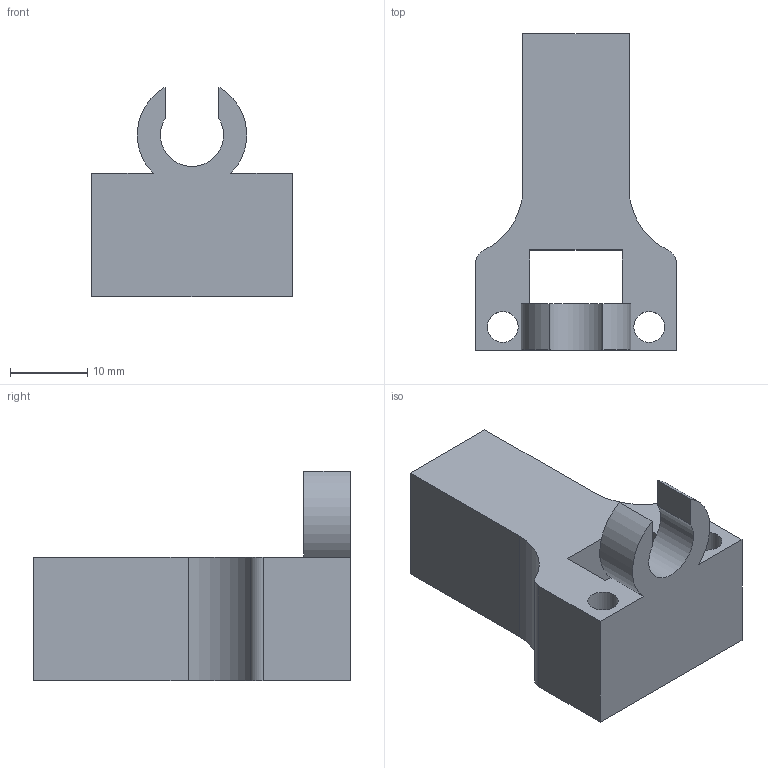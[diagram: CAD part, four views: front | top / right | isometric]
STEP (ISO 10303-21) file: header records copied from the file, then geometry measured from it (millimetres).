
FILE_DESCRIPTION(('FreeCAD Model'),'2;1');
FILE_NAME('z-axis-endstop-hephestos.step','2015-04-27T16:25:12',('Author'),(''), 'Open CASCADE STEP processor 6.8','FreeCAD','Unknown');
FILE_SCHEMA(('AUTOMOTIVE_DESIGN_CC2 { 1 2 10303 214 -1 1 5 4 }'));
Length unit declared in the file: millimetre
Products named in the file (1): z-axis-endstop-hephestos
Bounding box: 26 x 41.03 x 27.18 mm (x, y, z)
Volume: 10586.6 mm3; surface area: 4692.9 mm2
Topology: 1 solids, 1 shells, 23 faces, 66 edges, 44 vertices
Faces by surface type: plane 14, cylinder 9
Full cylindrical faces by diameter (mm): 4 x2
Entity records: 1692 total; most frequent: CARTESIAN_POINT 385, DIRECTION 235, LINE 151, VECTOR 151, ORIENTED_EDGE 132, PCURVE 132, DEFINITIONAL_REPRESENTATION 132, EDGE_CURVE 66
